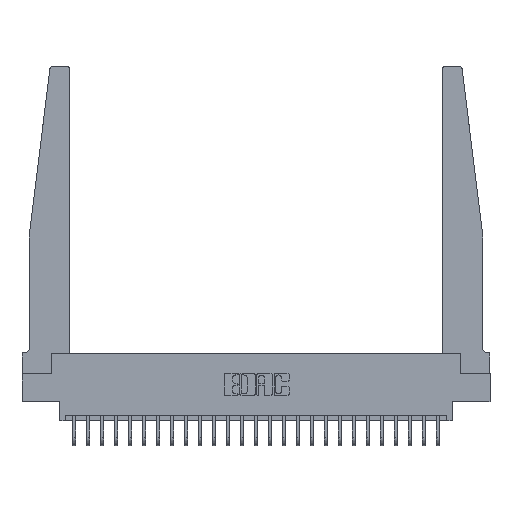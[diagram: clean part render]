
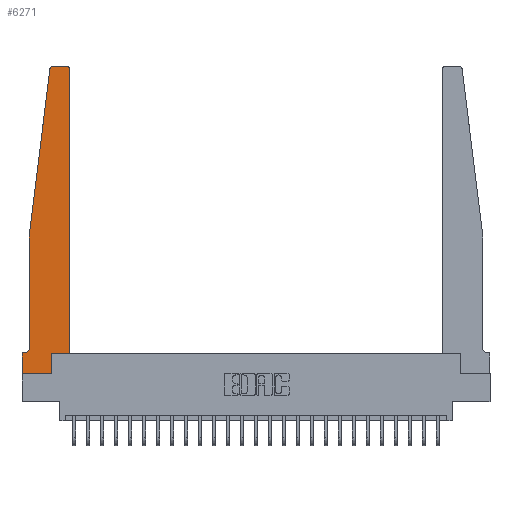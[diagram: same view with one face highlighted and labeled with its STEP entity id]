
A CAD part, top view. The second image highlights one B-rep face of the part: STEP entity #6271.
In plain terms, the highlighted planar face has unit normal (0, 0, 1).
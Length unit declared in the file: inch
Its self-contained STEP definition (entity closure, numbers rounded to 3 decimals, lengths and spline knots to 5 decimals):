
#311 = LINE ( 'NONE', #22251, #13056 ) ;
#363 = LINE ( 'NONE', #21649, #25506 ) ;
#629 = CARTESIAN_POINT ( 'NONE',  ( 0.065, 1.25, 0.37 ) ) ;
#779 = EDGE_CURVE ( 'NONE', #16414, #24331, #13526, .T. ) ;
#1851 = VERTEX_POINT ( 'NONE', #15962 ) ;
#1936 = EDGE_CURVE ( 'NONE', #24331, #19786, #25256, .T. ) ;
#2021 = DIRECTION ( 'NONE',  ( 0., 0., 1. ) ) ;
#2064 = CIRCLE ( 'NONE', #5095, 0.03 ) ;
#2113 = VERTEX_POINT ( 'NONE', #12685 ) ;
#2781 = ORIENTED_EDGE ( 'NONE', *, *, #16520, .T. ) ;
#3270 = DIRECTION ( 'NONE',  ( 1., 0., 0. ) ) ;
#3805 = ORIENTED_EDGE ( 'NONE', *, *, #15393, .T. ) ;
#3840 = CARTESIAN_POINT ( 'NONE',  ( 0.395, 2.75, 0.37 ) ) ;
#4747 = CARTESIAN_POINT ( 'NONE',  ( 0.25, 2.75, 0.37 ) ) ;
#5095 = AXIS2_PLACEMENT_3D ( 'NONE', #23475, #19326, #3270 ) ;
#5107 = DIRECTION ( 'NONE',  ( 0., 0., -1. ) ) ;
#6092 = DIRECTION ( 'NONE',  ( 1., 0., 0. ) ) ;
#6271 = ADVANCED_FACE ( 'NONE', ( #14561 ), #20232, .T. ) ;
#6453 = VECTOR ( 'NONE', #7816, 39.37008 ) ;
#6571 = VERTEX_POINT ( 'NONE', #20796 ) ;
#6636 = EDGE_LOOP ( 'NONE', ( #21809, #8348, #25961, #14666, #20740, #25509, #2781, #3805, #22872, #25929, #14156, #16025 ) ) ;
#6884 = EDGE_CURVE ( 'NONE', #20382, #16414, #7259, .T. ) ;
#7071 = DIRECTION ( 'NONE',  ( 1., 0., 0. ) ) ;
#7259 = LINE ( 'NONE', #4747, #21269 ) ;
#7816 = DIRECTION ( 'NONE',  ( -0.122, -0.992, 0. ) ) ;
#8348 = ORIENTED_EDGE ( 'NONE', *, *, #779, .T. ) ;
#8515 = CARTESIAN_POINT ( 'NONE',  ( 0.065, 0.2375, 0.37 ) ) ;
#8904 = CARTESIAN_POINT ( 'NONE',  ( 0.065, 1.25, 0.37 ) ) ;
#8915 = EDGE_CURVE ( 'NONE', #26133, #1851, #14755, .T. ) ;
#9266 = CARTESIAN_POINT ( 'NONE',  ( 0.425, 0.18, 0.37 ) ) ;
#9550 = AXIS2_PLACEMENT_3D ( 'NONE', #11091, #5107, #13305 ) ;
#10587 = CARTESIAN_POINT ( 'NONE',  ( 0.425, 0.18, 0.37 ) ) ;
#10601 = CARTESIAN_POINT ( 'NONE',  ( 0., 0., 0.37 ) ) ;
#11091 = CARTESIAN_POINT ( 'NONE',  ( 0.015, 0.2375, 0.37 ) ) ;
#11349 = DIRECTION ( 'NONE',  ( -1., 0., 0. ) ) ;
#11390 = DIRECTION ( 'NONE',  ( 0., 1., 0. ) ) ;
#11782 = VECTOR ( 'NONE', #11390, 39.37008 ) ;
#12008 = VERTEX_POINT ( 'NONE', #8515 ) ;
#12025 = CARTESIAN_POINT ( 'NONE',  ( 0.27653, 2.75, 0.37 ) ) ;
#12685 = CARTESIAN_POINT ( 'NONE',  ( 0., 0., 0.37 ) ) ;
#12763 = EDGE_CURVE ( 'NONE', #12008, #26133, #21816, .T. ) ;
#12807 = EDGE_CURVE ( 'NONE', #24006, #20382, #2064, .T. ) ;
#13056 = VECTOR ( 'NONE', #24310, 39.37008 ) ;
#13081 = CARTESIAN_POINT ( 'NONE',  ( 0.2605, 0.18, 0.37 ) ) ;
#13122 = CARTESIAN_POINT ( 'NONE',  ( 0.27653, 2.72, 0.37 ) ) ;
#13305 = DIRECTION ( 'NONE',  ( -1., 0., 0. ) ) ;
#13526 = CIRCLE ( 'NONE', #15363, 0.03 ) ;
#14124 = VECTOR ( 'NONE', #11349, 39.37008 ) ;
#14156 = ORIENTED_EDGE ( 'NONE', *, *, #25633, .T. ) ;
#14561 = FACE_OUTER_BOUND ( 'NONE', #6636, .T. ) ;
#14666 = ORIENTED_EDGE ( 'NONE', *, *, #25361, .T. ) ;
#14755 = LINE ( 'NONE', #21508, #14124 ) ;
#15007 = VECTOR ( 'NONE', #16891, 39.37008 ) ;
#15249 = VECTOR ( 'NONE', #16707, 39.37008 ) ;
#15363 = AXIS2_PLACEMENT_3D ( 'NONE', #13122, #21139, #7071 ) ;
#15393 = EDGE_CURVE ( 'NONE', #2113, #17244, #311, .T. ) ;
#15962 = CARTESIAN_POINT ( 'NONE',  ( 0., 0.1875, 0.37 ) ) ;
#16025 = ORIENTED_EDGE ( 'NONE', *, *, #12807, .T. ) ;
#16252 = LINE ( 'NONE', #8904, #15007 ) ;
#16414 = VERTEX_POINT ( 'NONE', #12025 ) ;
#16520 = EDGE_CURVE ( 'NONE', #1851, #2113, #25353, .T. ) ;
#16707 = DIRECTION ( 'NONE',  ( 1., 0., 0. ) ) ;
#16891 = DIRECTION ( 'NONE',  ( 0., -1., 0. ) ) ;
#17244 = VERTEX_POINT ( 'NONE', #20752 ) ;
#17627 = CARTESIAN_POINT ( 'NONE',  ( 0.015, 0.1875, 0.37 ) ) ;
#17850 = DIRECTION ( 'NONE',  ( 0., 1., 0. ) ) ;
#18966 = DIRECTION ( 'NONE',  ( -1., 0., 0. ) ) ;
#19326 = DIRECTION ( 'NONE',  ( 0., 0., 1. ) ) ;
#19377 = LINE ( 'NONE', #10587, #15249 ) ;
#19724 = LINE ( 'NONE', #9266, #11782 ) ;
#19786 = VERTEX_POINT ( 'NONE', #629 ) ;
#19973 = CARTESIAN_POINT ( 'NONE',  ( 0.065, 1.25, 0.37 ) ) ;
#20232 = PLANE ( 'NONE',  #25300 ) ;
#20382 = VERTEX_POINT ( 'NONE', #3840 ) ;
#20434 = CARTESIAN_POINT ( 'NONE',  ( 0.24675, 2.72367, 0.37 ) ) ;
#20740 = ORIENTED_EDGE ( 'NONE', *, *, #12763, .T. ) ;
#20752 = CARTESIAN_POINT ( 'NONE',  ( 0.2605, 0., 0.37 ) ) ;
#20796 = CARTESIAN_POINT ( 'NONE',  ( 0.425, 0.18, 0.37 ) ) ;
#21090 = EDGE_CURVE ( 'NONE', #24592, #6571, #19377, .T. ) ;
#21139 = DIRECTION ( 'NONE',  ( 0., 0., 1. ) ) ;
#21269 = VECTOR ( 'NONE', #18966, 39.37008 ) ;
#21508 = CARTESIAN_POINT ( 'NONE',  ( 0.065, 0.1875, 0.37 ) ) ;
#21649 = CARTESIAN_POINT ( 'NONE',  ( 0.2605, 0.18, 0.37 ) ) ;
#21809 = ORIENTED_EDGE ( 'NONE', *, *, #6884, .T. ) ;
#21816 = CIRCLE ( 'NONE', #9550, 0.05 ) ;
#21852 = VECTOR ( 'NONE', #22528, 39.37008 ) ;
#22251 = CARTESIAN_POINT ( 'NONE',  ( 0., 0., 0.37 ) ) ;
#22528 = DIRECTION ( 'NONE',  ( 0., -1., 0. ) ) ;
#22872 = ORIENTED_EDGE ( 'NONE', *, *, #25207, .T. ) ;
#23475 = CARTESIAN_POINT ( 'NONE',  ( 0.395, 2.72, 0.37 ) ) ;
#24006 = VERTEX_POINT ( 'NONE', #25388 ) ;
#24310 = DIRECTION ( 'NONE',  ( 1., 0., 0. ) ) ;
#24331 = VERTEX_POINT ( 'NONE', #20434 ) ;
#24345 = CARTESIAN_POINT ( 'NONE',  ( 0., 0.1875, 0.37 ) ) ;
#24592 = VERTEX_POINT ( 'NONE', #13081 ) ;
#25207 = EDGE_CURVE ( 'NONE', #17244, #24592, #363, .T. ) ;
#25256 = LINE ( 'NONE', #19973, #6453 ) ;
#25300 = AXIS2_PLACEMENT_3D ( 'NONE', #24345, #2021, #6092 ) ;
#25353 = LINE ( 'NONE', #10601, #21852 ) ;
#25361 = EDGE_CURVE ( 'NONE', #19786, #12008, #16252, .T. ) ;
#25388 = CARTESIAN_POINT ( 'NONE',  ( 0.425, 2.72, 0.37 ) ) ;
#25506 = VECTOR ( 'NONE', #17850, 39.37008 ) ;
#25509 = ORIENTED_EDGE ( 'NONE', *, *, #8915, .T. ) ;
#25633 = EDGE_CURVE ( 'NONE', #6571, #24006, #19724, .T. ) ;
#25929 = ORIENTED_EDGE ( 'NONE', *, *, #21090, .T. ) ;
#25961 = ORIENTED_EDGE ( 'NONE', *, *, #1936, .T. ) ;
#26133 = VERTEX_POINT ( 'NONE', #17627 ) ;
